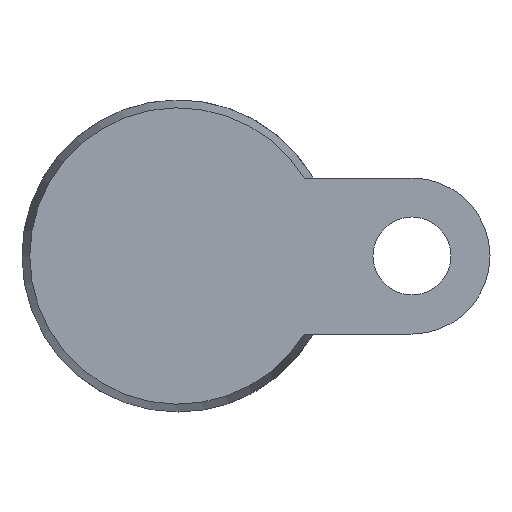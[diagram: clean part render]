
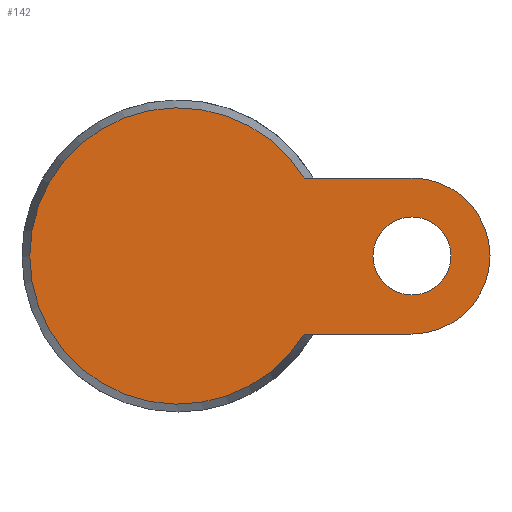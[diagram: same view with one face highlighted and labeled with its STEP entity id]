
A CAD part, front view. The second image highlights one B-rep face of the part: STEP entity #142.
In plain terms, the highlighted planar face has unit normal (0, -1, 0).
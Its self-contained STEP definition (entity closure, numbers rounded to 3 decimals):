
#142 = ADVANCED_FACE( '', ( #304, #305 ), #306, .F. );
#304 = FACE_BOUND( '', #485, .T. );
#305 = FACE_OUTER_BOUND( '', #486, .T. );
#306 = PLANE( '', #487 );
#485 = EDGE_LOOP( '', ( #812 ) );
#486 = EDGE_LOOP( '', ( #813, #814, #815, #816 ) );
#487 = AXIS2_PLACEMENT_3D( '', #817, #818, #819 );
#812 = ORIENTED_EDGE( '', *, *, #1037, .T. );
#813 = ORIENTED_EDGE( '', *, *, #1015, .F. );
#814 = ORIENTED_EDGE( '', *, *, #1073, .T. );
#815 = ORIENTED_EDGE( '', *, *, #1090, .F. );
#816 = ORIENTED_EDGE( '', *, *, #1052, .F. );
#817 = CARTESIAN_POINT( '', ( 28.5, 0., 0. ) );
#818 = DIRECTION( '', ( 0., 1., 0. ) );
#819 = DIRECTION( '', ( 0., 0., 1. ) );
#1015 = EDGE_CURVE( '', #1200, #1202, #1203, .T. );
#1037 = EDGE_CURVE( '', #1235, #1235, #1236, .T. );
#1052 = EDGE_CURVE( '', #1202, #1256, #1257, .T. );
#1073 = EDGE_CURVE( '', #1200, #1286, #1288, .T. );
#1090 = EDGE_CURVE( '', #1256, #1286, #1309, .T. );
#1200 = VERTEX_POINT( '', #1535 );
#1202 = VERTEX_POINT( '', #1540 );
#1203 = LINE( '', #1541, #1542 );
#1235 = VERTEX_POINT( '', #1596 );
#1236 = CIRCLE( '', #1597, 7.5 );
#1256 = VERTEX_POINT( '', #1628 );
#1257 = CIRCLE( '', #1629, 15. );
#1286 = VERTEX_POINT( '', #1674 );
#1288 = CIRCLE( '', #1679, 28.5 );
#1309 = LINE( '', #1715, #1716 );
#1535 = CARTESIAN_POINT( '', ( 24.233, 0., 15. ) );
#1540 = CARTESIAN_POINT( '', ( 45., 0., 15. ) );
#1541 = CARTESIAN_POINT( '', ( 0., 0., 15. ) );
#1542 = VECTOR( '', #1805, 1000. );
#1596 = CARTESIAN_POINT( '', ( 52.5, 0., 0. ) );
#1597 = AXIS2_PLACEMENT_3D( '', #1835, #1836, #1837 );
#1628 = CARTESIAN_POINT( '', ( 45., 0., -15. ) );
#1629 = AXIS2_PLACEMENT_3D( '', #1854, #1855, #1856 );
#1674 = CARTESIAN_POINT( '', ( 24.233, 0., -15. ) );
#1679 = AXIS2_PLACEMENT_3D( '', #1875, #1876, #1877 );
#1715 = CARTESIAN_POINT( '', ( 45., 0., -15. ) );
#1716 = VECTOR( '', #1889, 1000. );
#1805 = DIRECTION( '', ( 1., 0., 0. ) );
#1835 = CARTESIAN_POINT( '', ( 45., 0., 0. ) );
#1836 = DIRECTION( '', ( 0., 1., 0. ) );
#1837 = DIRECTION( '', ( 1., 0., 0. ) );
#1854 = CARTESIAN_POINT( '', ( 45., 0., 0. ) );
#1855 = DIRECTION( '', ( 0., 1., 0. ) );
#1856 = DIRECTION( '', ( 1., 0., 0. ) );
#1875 = CARTESIAN_POINT( '', ( 0., 0., 0. ) );
#1876 = DIRECTION( '', ( 0., -1., 0. ) );
#1877 = DIRECTION( '', ( 0., 0., -1. ) );
#1889 = DIRECTION( '', ( -1., 0., 0. ) );
